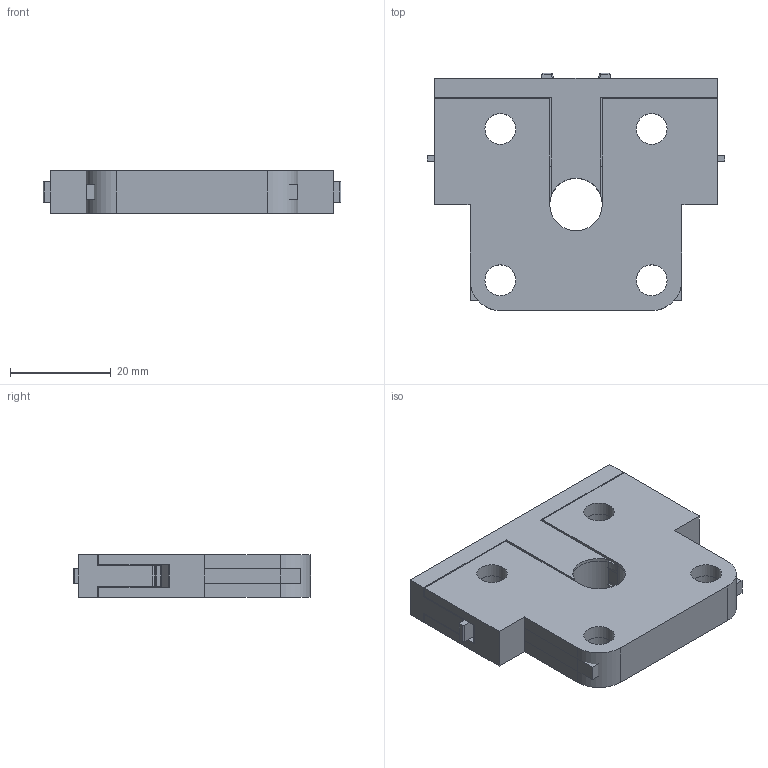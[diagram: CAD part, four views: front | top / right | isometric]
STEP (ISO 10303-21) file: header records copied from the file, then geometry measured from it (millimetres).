
FILE_DESCRIPTION(/* description */ (''),/* implementation_level */ '2;1');
FILE_NAME(/* name */ 'Assembly Vapor Cell (Two pieces)_v7.step',/* time_stamp */ '2024-02-15T15:49:07-05:00',/* author */ (''),/* organization */ (''),/* preprocessor_version */ 'ST-DEVELOPER v20',/* originating_system */ 'Autodesk Translation Framework v12.20.1.177',/* authorisation */ '');
FILE_SCHEMA (('AUTOMOTIVE_DESIGN { 1 0 10303 214 3 1 1 }'));
Length unit declared in the file: millimetre
Products named in the file (3): Assembly Vapor Cell (Two pieces); Component1; Component2
Assembly tree (2 placements, depth 2):
  Assembly Vapor Cell (Two pieces)
    Component1
    Component2
Bounding box: 59.04 x 47 x 8.4 mm (x, y, z)
Volume: 22760.8 mm3; surface area: 14091.2 mm2
Topology: 4 solids, 4 shells, 204 faces, 568 edges, 372 vertices
Faces by surface type: plane 148, cylinder 52, sphere 4
Full cylindrical faces by diameter (mm): 6.1 x8
Entity records: 6597 total; most frequent: CARTESIAN_POINT 1149, ORIENTED_EDGE 1136, DIRECTION 1094, EDGE_CURVE 568, LINE 460, VECTOR 460, VERTEX_POINT 372, AXIS2_PLACEMENT_3D 317
